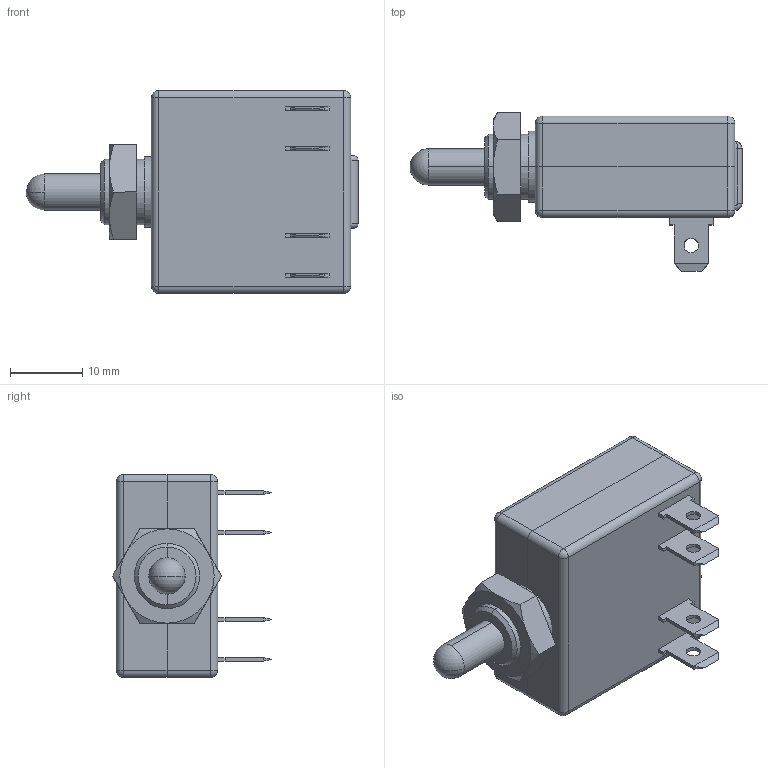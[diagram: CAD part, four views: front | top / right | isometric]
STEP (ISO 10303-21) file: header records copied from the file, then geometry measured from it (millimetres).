
FILE_DESCRIPTION (( 'STEP AP203' ), '1' );
FILE_NAME ('S-412.STEP', '2019-07-30T07:08:22', ( '' ), ( '' ), 'SwSTEP 2.0', 'SolidWorks 2014', '' );
FILE_SCHEMA (( 'CONFIG_CONTROL_DESIGN' ));
Length unit declared in the file: millimetre
Products named in the file (5): S-412_ケース_; S-412_ナット_; S-412_フタ_; S-412; S-412_ボタンジク_
Assembly tree (4 placements, depth 2):
  S-412
    S-412_ケース_
    S-412_フタ_
    S-412_ボタンジク_
    S-412_ナット_
Bounding box: 45.8 x 21.91 x 28 mm (x, y, z)
Volume: 3994.4 mm3; surface area: 7291.3 mm2
Topology: 4 solids, 4 shells, 181 faces, 456 edges, 273 vertices
Faces by surface type: plane 104, cylinder 51, sphere 12, cone 8, torus 4, bspline 2
Entity records: 5881 total; most frequent: CARTESIAN_POINT 1059, DIRECTION 912, ORIENTED_EDGE 884, EDGE_CURVE 442, VECTOR 308, LINE 308, AXIS2_PLACEMENT_3D 302, VERTEX_POINT 273
